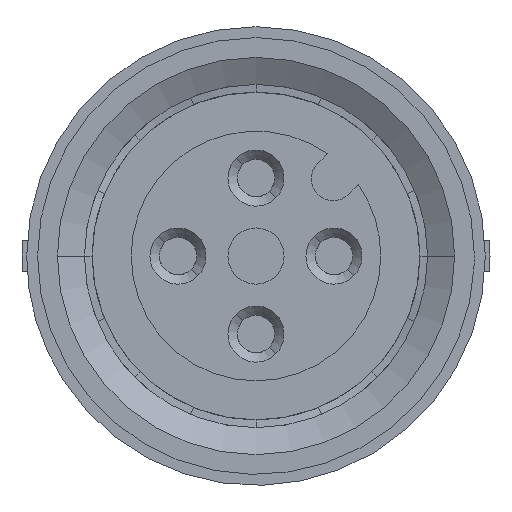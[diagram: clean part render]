
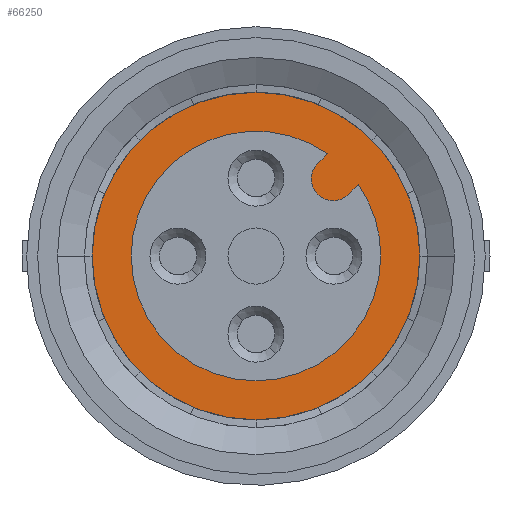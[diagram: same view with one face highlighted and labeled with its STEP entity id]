
A CAD part, left-side view. The second image highlights one B-rep face of the part: STEP entity #66250.
In plain terms, the highlighted face is planar.
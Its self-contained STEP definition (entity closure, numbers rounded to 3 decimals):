
#65410=CARTESIAN_POINT('',(17.141,36.951,
-1.));
#65420=VERTEX_POINT('',#65410);
#65450=CARTESIAN_POINT('',(20.854,33.239,
-1.));
#65460=DIRECTION('',(0.,0.,-1.));
#65470=DIRECTION('',(-0.707,0.707,
0.));
#65480=AXIS2_PLACEMENT_3D('',#65450,#65460,#65470);
#65490=CIRCLE('',#65480,5.25);
#65500=CARTESIAN_POINT('',(24.566,29.527,
-1.));
#65510=VERTEX_POINT('',#65500);
#65520=EDGE_CURVE('',#65420,#65510,#65490,.T.);
#65670=CARTESIAN_POINT('',(18.67,33.161,
-1.));
#65680=DIRECTION('',(0.,0.,-1.));
#65690=DIRECTION('',(-0.707,-0.707,
0.));
#65700=AXIS2_PLACEMENT_3D('',#65670,#65680,#65690);
#65710=PLANE('',#65700);
#65720=CARTESIAN_POINT('',(20.854,36.739,
-1.));
#65730=DIRECTION('',(0.,0.,-1.));
#65740=DIRECTION('',(0.,1.,
0.));
#65750=AXIS2_PLACEMENT_3D('',#65720,#65730,#65740);
#65760=CIRCLE('',#65750,0.7);
#65770=CARTESIAN_POINT('',(21.554,36.739,
-1.));
#65780=VERTEX_POINT('',#65770);
#65790=CARTESIAN_POINT('',(20.854,36.039,
-1.));
#65800=VERTEX_POINT('',#65790);
#65810=EDGE_CURVE('',#65780,#65800,#65760,.T.);
#65820=ORIENTED_EDGE('',*,*,#65810,.T.);
#65830=CARTESIAN_POINT('',(21.554,27.881,
-1.));
#65840=DIRECTION('',(0.,-1.,
0.));
#65850=VECTOR('',#65840,1.);
#65860=LINE('',#65830,#65850);
#65870=CARTESIAN_POINT('',(21.554,37.177,
-1.));
#65880=VERTEX_POINT('',#65870);
#65890=EDGE_CURVE('',#65880,#65780,#65860,.T.);
#65900=ORIENTED_EDGE('',*,*,#65890,.T.);
#65910=CARTESIAN_POINT('',(20.854,33.239,
-1.));
#65920=DIRECTION('',(0.,0.,1.));
#65930=DIRECTION('',(0.707,-0.707,
0.));
#65940=AXIS2_PLACEMENT_3D('',#65910,#65920,#65930);
#65950=CIRCLE('',#65940,4.);
#65960=CARTESIAN_POINT('',(23.682,30.411,
-1.));
#65970=VERTEX_POINT('',#65960);
#65980=EDGE_CURVE('',#65970,#65880,#65950,.T.);
#65990=ORIENTED_EDGE('',*,*,#65980,.T.);
#66000=CARTESIAN_POINT('',(18.025,36.068,
-1.));
#66010=VERTEX_POINT('',#66000);
#66020=EDGE_CURVE('',#66010,#65970,#65950,.T.);
#66030=ORIENTED_EDGE('',*,*,#66020,.T.);
#66040=CARTESIAN_POINT('',(20.154,37.177,
-1.));
#66050=VERTEX_POINT('',#66040);
#66060=EDGE_CURVE('',#66050,#66010,#65950,.T.);
#66070=ORIENTED_EDGE('',*,*,#66060,.T.);
#66080=CARTESIAN_POINT('',(20.154,29.281,
-1.));
#66090=DIRECTION('',(0.,1.,
0.));
#66100=VECTOR('',#66090,1.);
#66110=LINE('',#66080,#66100);
#66120=CARTESIAN_POINT('',(20.154,36.739,
-1.));
#66130=VERTEX_POINT('',#66120);
#66140=EDGE_CURVE('',#66130,#66050,#66110,.T.);
#66150=ORIENTED_EDGE('',*,*,#66140,.T.);
#66160=EDGE_CURVE('',#65800,#66130,#65760,.T.);
#66170=ORIENTED_EDGE('',*,*,#66160,.T.);
#66180=EDGE_LOOP('',(#66170,#66150,#66070,#66030,#65990,#65900,#65820));
#66190=FACE_BOUND('',#66180,.T.);
#66200=EDGE_CURVE('',#65510,#65420,#65490,.T.);
#66210=ORIENTED_EDGE('',*,*,#66200,.T.);
#66220=ORIENTED_EDGE('',*,*,#65520,.T.);
#66230=EDGE_LOOP('',(#66220,#66210));
#66240=FACE_OUTER_BOUND('',#66230,.T.);
#66250=ADVANCED_FACE('',(#66190,#66240),#65710,.T.);
